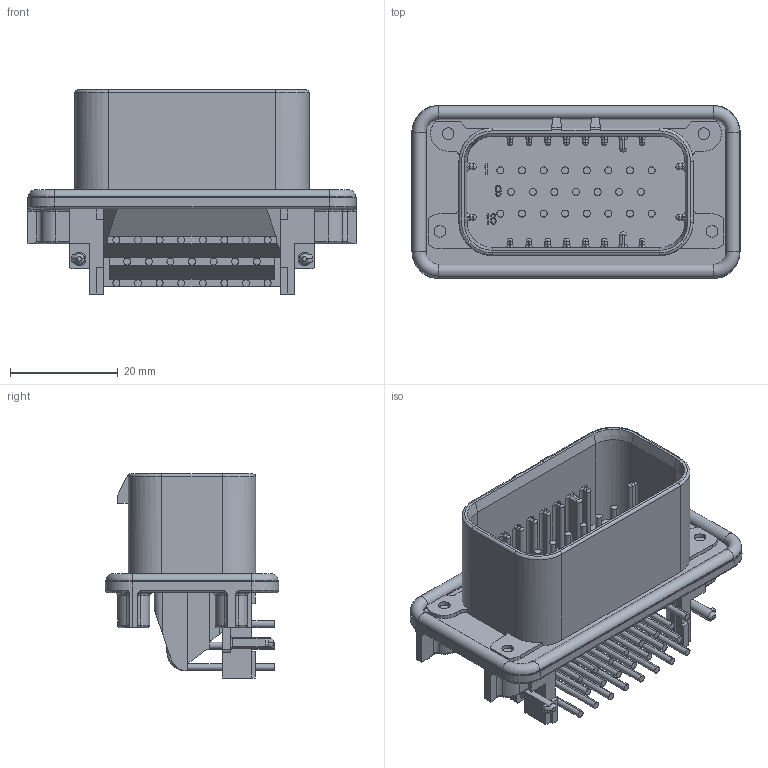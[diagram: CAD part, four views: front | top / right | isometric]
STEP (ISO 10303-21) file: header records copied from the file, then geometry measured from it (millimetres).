
FILE_DESCRIPTION((''),'2;1');
FILE_NAME('C-1-776087-4','2017-12-28T',('workeradm'),('TE Connectivity Ltd.'),'CREO PARAMETRIC BY PTC INC, 2016050','CREO PARAMETRIC BY PTC INC, 2016050','');
FILE_SCHEMA(('AUTOMOTIVE_DESIGN { 1 0 10303 214 1 1 1 1 }'));
Length unit declared in the file: millimetre
Products named in the file (1): C-1-776087-4
Bounding box: 60.8 x 32.1 x 37.8 mm (x, y, z)
Volume: 15403.8 mm3; surface area: 13909.7 mm2
Topology: 1 solids, 1 shells, 820 faces, 2114 edges, 1358 vertices
Faces by surface type: plane 389, cylinder 305, torus 89, bspline 29, cone 8
Entity records: 32850 total; most frequent: CARTESIAN_POINT 6201, DIRECTION 4290, ORIENTED_EDGE 4228, PRESENTATION_STYLE_ASSIGNMENT 2115, STYLED_ITEM 2115, CURVE_STYLE 2114, EDGE_CURVE 2114, AXIS2_PLACEMENT_3D 1522
